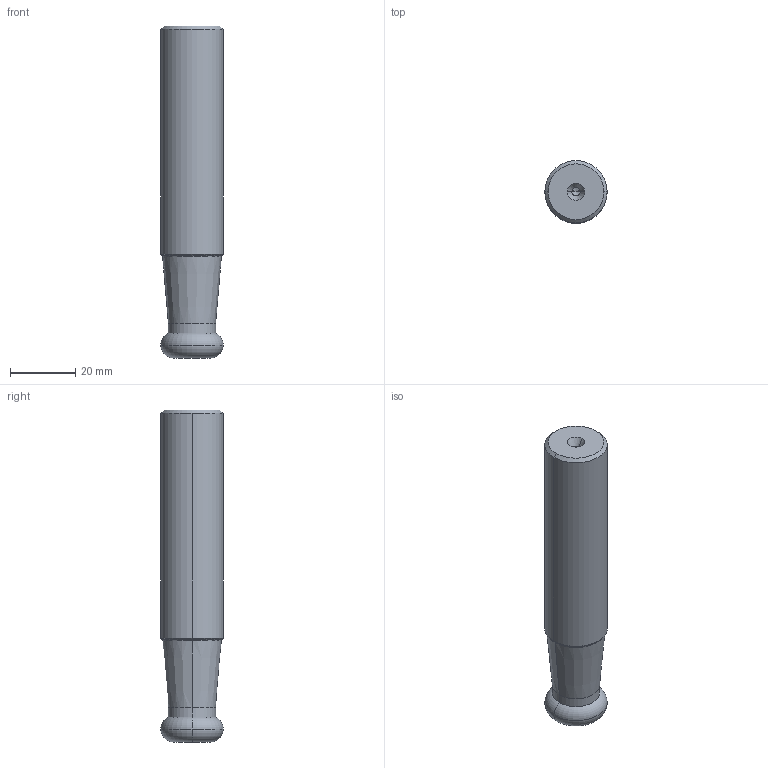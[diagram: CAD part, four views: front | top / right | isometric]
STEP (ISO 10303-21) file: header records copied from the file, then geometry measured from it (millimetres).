
FILE_DESCRIPTION(/* description */ (''),/* implementation_level */ '2;1');
FILE_NAME(/* name */ 'BRP3UNR122W12_ID0_313.stp',/* time_stamp */ '2017-10-10T12:57:57+09:00',/* author */ (''),/* organization */ (''),/* preprocessor_version */ 'ST-DEVELOPER v16',/* originating_system */ 'SIEMENS PLM Software NX 10.0',/* authorisation */ '');
FILE_SCHEMA (('AUTOMOTIVE_DESIGN { 1 0 10303 214 3 1 1 1 }'));
Length unit declared in the file: millimetre
Products named in the file (1): BRP3UNR122W12_ID0_313_ASM
Bounding box: 19.05 x 19.05 x 101.6 mm (x, y, z)
Volume: 27815.4 mm3; surface area: 7149.5 mm2
Topology: 2 solids, 2 shells, 37 faces, 82 edges, 47 vertices
Faces by surface type: torus 16, cone 10, cylinder 8, plane 3
Entity records: 1144 total; most frequent: DIRECTION 238, CARTESIAN_POINT 175, ORIENTED_EDGE 160, AXIS2_PLACEMENT_3D 110, EDGE_CURVE 80, CIRCLE 62, VERTEX_POINT 47, EDGE_LOOP 39
